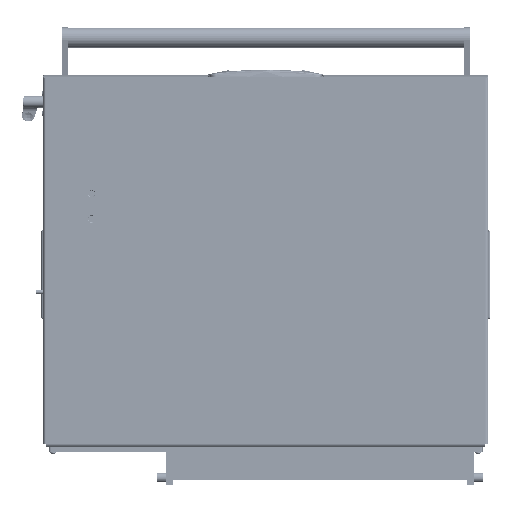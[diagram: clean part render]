
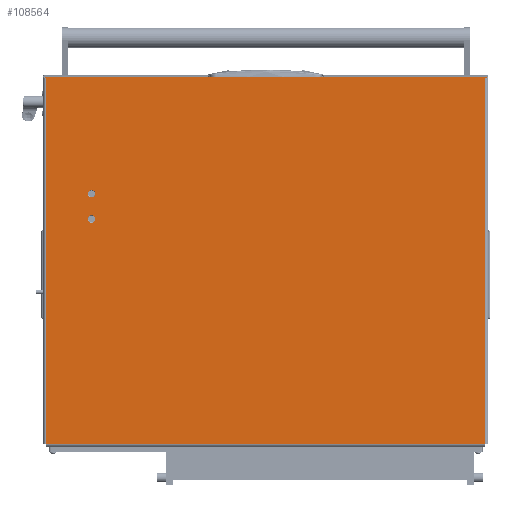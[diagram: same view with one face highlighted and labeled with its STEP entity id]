
A CAD part, front view. The second image highlights one B-rep face of the part: STEP entity #108564.
In plain terms, the highlighted face is planar.
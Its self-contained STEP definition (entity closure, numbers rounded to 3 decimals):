
#388 = DIRECTION ( 'NONE',  ( -1., 0., 0. ) ) ;
#1555 = LINE ( 'NONE', #47559, #96148 ) ;
#2076 = CARTESIAN_POINT ( 'NONE',  ( -2., -2., 0. ) ) ;
#2658 = VERTEX_POINT ( 'NONE', #94564 ) ;
#3745 = VECTOR ( 'NONE', #68692, 1000. ) ;
#5590 = CARTESIAN_POINT ( 'NONE',  ( 160., 545., 0. ) ) ;
#7238 = DIRECTION ( 'NONE',  ( 0., 0., -1. ) ) ;
#14743 = AXIS2_PLACEMENT_3D ( 'NONE', #110694, #7238, #102342 ) ;
#14795 = EDGE_CURVE ( 'NONE', #74246, #104235, #1555, .T. ) ;
#17006 = EDGE_CURVE ( 'NONE', #29805, #109379, #25900, .T. ) ;
#17605 = DIRECTION ( 'NONE',  ( 0., 1., 0. ) ) ;
#22034 = AXIS2_PLACEMENT_3D ( 'NONE', #108278, #117419, #48627 ) ;
#22579 = LINE ( 'NONE', #45203, #3745 ) ;
#22943 = DIRECTION ( 'NONE',  ( -1., 0., 0. ) ) ;
#24443 = CARTESIAN_POINT ( 'NONE',  ( 506., 608., 0. ) ) ;
#25900 = LINE ( 'NONE', #108967, #77093 ) ;
#26284 = LINE ( 'NONE', #141911, #50820 ) ;
#26409 = ORIENTED_EDGE ( 'NONE', *, *, #136530, .F. ) ;
#29772 = ORIENTED_EDGE ( 'NONE', *, *, #30869, .T. ) ;
#29805 = VERTEX_POINT ( 'NONE', #116345 ) ;
#30869 = EDGE_CURVE ( 'NONE', #2658, #67418, #69964, .T. ) ;
#31979 = CARTESIAN_POINT ( 'NONE',  ( 0., 608., 0. ) ) ;
#32687 = VERTEX_POINT ( 'NONE', #149053 ) ;
#33591 = LINE ( 'NONE', #56306, #113277 ) ;
#38697 = VECTOR ( 'NONE', #60879, 1000. ) ;
#38761 = FACE_OUTER_BOUND ( 'NONE', #104085, .T. ) ;
#40033 = ORIENTED_EDGE ( 'NONE', *, *, #129576, .T. ) ;
#41202 = CIRCLE ( 'NONE', #14743, 5.2 ) ;
#44465 = CIRCLE ( 'NONE', #104783, 5.2 ) ;
#44614 = CIRCLE ( 'NONE', #63988, 5.2 ) ;
#44733 = VERTEX_POINT ( 'NONE', #70128 ) ;
#45203 = CARTESIAN_POINT ( 'NONE',  ( 0., -4., 0. ) ) ;
#45622 = LINE ( 'NONE', #93933, #92529 ) ;
#47559 = CARTESIAN_POINT ( 'NONE',  ( 0., 608., 0. ) ) ;
#47668 = CARTESIAN_POINT ( 'NONE',  ( 0., 610., 0. ) ) ;
#48627 = DIRECTION ( 'NONE',  ( -1., 0., 0. ) ) ;
#49069 = EDGE_CURVE ( 'NONE', #109825, #2658, #33591, .T. ) ;
#50820 = VECTOR ( 'NONE', #130584, 1000. ) ;
#56306 = CARTESIAN_POINT ( 'NONE',  ( -2., -4., 0. ) ) ;
#57152 = CARTESIAN_POINT ( 'NONE',  ( 189.8, 545., 0. ) ) ;
#57430 = DIRECTION ( 'NONE',  ( -1., 0., 0. ) ) ;
#59956 = DIRECTION ( 'NONE',  ( 0., -1., 0. ) ) ;
#60879 = DIRECTION ( 'NONE',  ( 1., 0., 0. ) ) ;
#61512 = PLANE ( 'NONE',  #22034 ) ;
#63988 = AXIS2_PLACEMENT_3D ( 'NONE', #5590, #122655, #87857 ) ;
#65761 = CARTESIAN_POINT ( 'NONE',  ( 506., 608., 0. ) ) ;
#66242 = CARTESIAN_POINT ( 'NONE',  ( 506., 0., 0. ) ) ;
#67418 = VERTEX_POINT ( 'NONE', #47668 ) ;
#68692 = DIRECTION ( 'NONE',  ( 0., 1., 0. ) ) ;
#69964 = LINE ( 'NONE', #82775, #38697 ) ;
#70128 = CARTESIAN_POINT ( 'NONE',  ( 154.8, 545., 0. ) ) ;
#72427 = VERTEX_POINT ( 'NONE', #124387 ) ;
#72463 = ORIENTED_EDGE ( 'NONE', *, *, #106668, .F. ) ;
#74246 = VERTEX_POINT ( 'NONE', #65761 ) ;
#76901 = EDGE_LOOP ( 'NONE', ( #121840, #108634 ) ) ;
#77093 = VECTOR ( 'NONE', #17605, 1000. ) ;
#77432 = CARTESIAN_POINT ( 'NONE',  ( 160., 545., 0. ) ) ;
#78979 = DIRECTION ( 'NONE',  ( 0., 1., 0. ) ) ;
#82775 = CARTESIAN_POINT ( 'NONE',  ( 0., 610., 0. ) ) ;
#86510 = DIRECTION ( 'NONE',  ( -1., 0., 0. ) ) ;
#87505 = CARTESIAN_POINT ( 'NONE',  ( 0., 0., 0. ) ) ;
#87857 = DIRECTION ( 'NONE',  ( -1., 0., 0. ) ) ;
#89143 = VECTOR ( 'NONE', #59956, 1000. ) ;
#92529 = VECTOR ( 'NONE', #388, 1000. ) ;
#93933 = CARTESIAN_POINT ( 'NONE',  ( 0., -2., 0. ) ) ;
#94564 = CARTESIAN_POINT ( 'NONE',  ( -2., 610., 0. ) ) ;
#96148 = VECTOR ( 'NONE', #57430, 1000. ) ;
#100818 = EDGE_CURVE ( 'NONE', #129089, #32687, #44465, .T. ) ;
#102342 = DIRECTION ( 'NONE',  ( -1., 0., 0. ) ) ;
#103236 = EDGE_CURVE ( 'NONE', #72427, #44733, #120128, .T. ) ;
#103736 = CARTESIAN_POINT ( 'NONE',  ( 195., 545., 0. ) ) ;
#104085 = EDGE_LOOP ( 'NONE', ( #110847, #104315, #128532, #29772, #26409, #119728, #40033, #72463 ) ) ;
#104235 = VERTEX_POINT ( 'NONE', #31979 ) ;
#104315 = ORIENTED_EDGE ( 'NONE', *, *, #144253, .T. ) ;
#104783 = AXIS2_PLACEMENT_3D ( 'NONE', #103736, #105233, #22943 ) ;
#105233 = DIRECTION ( 'NONE',  ( 0., 0., -1. ) ) ;
#106668 = EDGE_CURVE ( 'NONE', #109379, #124594, #26284, .T. ) ;
#107196 = ORIENTED_EDGE ( 'NONE', *, *, #103236, .F. ) ;
#108278 = CARTESIAN_POINT ( 'NONE',  ( 0., 608., 0. ) ) ;
#108564 = ADVANCED_FACE ( 'NONE', ( #119666, #140084, #38761 ), #61512, .T. ) ;
#108634 = ORIENTED_EDGE ( 'NONE', *, *, #122025, .F. ) ;
#108967 = CARTESIAN_POINT ( 'NONE',  ( 0., -4., 0. ) ) ;
#109379 = VERTEX_POINT ( 'NONE', #87505 ) ;
#109825 = VERTEX_POINT ( 'NONE', #2076 ) ;
#110694 = CARTESIAN_POINT ( 'NONE',  ( 195., 545., 0. ) ) ;
#110847 = ORIENTED_EDGE ( 'NONE', *, *, #17006, .F. ) ;
#113277 = VECTOR ( 'NONE', #78979, 1000. ) ;
#116345 = CARTESIAN_POINT ( 'NONE',  ( 0., -2., 0. ) ) ;
#117419 = DIRECTION ( 'NONE',  ( 0., 0., -1. ) ) ;
#117725 = AXIS2_PLACEMENT_3D ( 'NONE', #77432, #123546, #86510 ) ;
#119666 = FACE_BOUND ( 'NONE', #148668, .T. ) ;
#119728 = ORIENTED_EDGE ( 'NONE', *, *, #14795, .F. ) ;
#120128 = CIRCLE ( 'NONE', #117725, 5.2 ) ;
#121840 = ORIENTED_EDGE ( 'NONE', *, *, #100818, .F. ) ;
#122025 = EDGE_CURVE ( 'NONE', #32687, #129089, #41202, .T. ) ;
#122655 = DIRECTION ( 'NONE',  ( 0., 0., -1. ) ) ;
#123546 = DIRECTION ( 'NONE',  ( 0., 0., -1. ) ) ;
#124387 = CARTESIAN_POINT ( 'NONE',  ( 165.2, 545., 0. ) ) ;
#124594 = VERTEX_POINT ( 'NONE', #66242 ) ;
#128532 = ORIENTED_EDGE ( 'NONE', *, *, #49069, .T. ) ;
#128737 = LINE ( 'NONE', #24443, #89143 ) ;
#129089 = VERTEX_POINT ( 'NONE', #57152 ) ;
#129576 = EDGE_CURVE ( 'NONE', #74246, #124594, #128737, .T. ) ;
#130584 = DIRECTION ( 'NONE',  ( 1., 0., 0. ) ) ;
#136530 = EDGE_CURVE ( 'NONE', #104235, #67418, #22579, .T. ) ;
#140084 = FACE_BOUND ( 'NONE', #76901, .T. ) ;
#141911 = CARTESIAN_POINT ( 'NONE',  ( 0., 0., 0. ) ) ;
#143079 = ORIENTED_EDGE ( 'NONE', *, *, #145577, .F. ) ;
#144253 = EDGE_CURVE ( 'NONE', #29805, #109825, #45622, .T. ) ;
#145577 = EDGE_CURVE ( 'NONE', #44733, #72427, #44614, .T. ) ;
#148668 = EDGE_LOOP ( 'NONE', ( #143079, #107196 ) ) ;
#149053 = CARTESIAN_POINT ( 'NONE',  ( 200.2, 545., 0. ) ) ;
